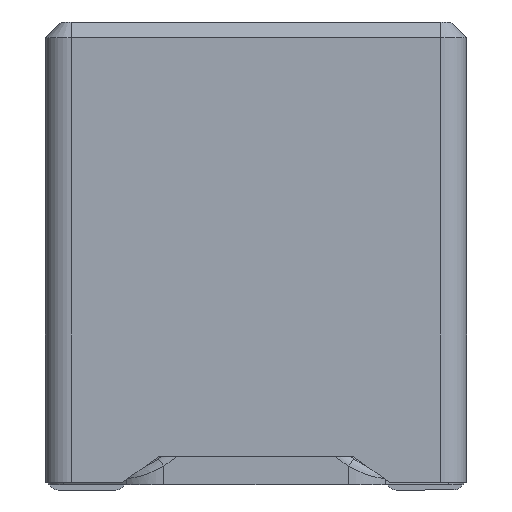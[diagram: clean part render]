
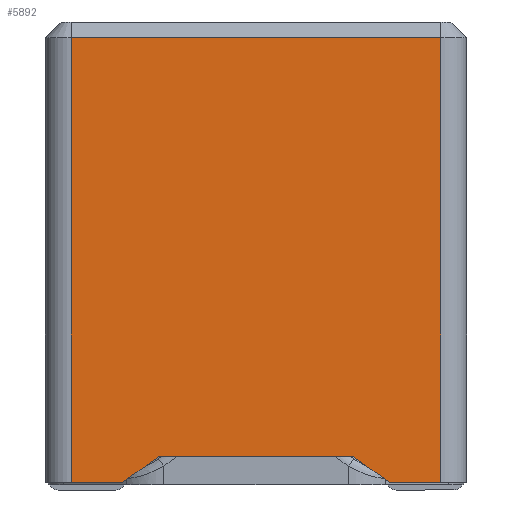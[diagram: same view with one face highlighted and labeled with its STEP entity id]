
A CAD part, front view. The second image highlights one B-rep face of the part: STEP entity #5892.
In plain terms, the highlighted planar face has unit normal (0, -1, 0).
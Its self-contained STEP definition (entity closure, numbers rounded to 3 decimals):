
#738=ORIENTED_EDGE('',*,*,#1858,.F.);
#739=ORIENTED_EDGE('',*,*,#1859,.T.);
#740=ORIENTED_EDGE('',*,*,#1630,.T.);
#741=ORIENTED_EDGE('',*,*,#1860,.T.);
#742=ORIENTED_EDGE('',*,*,#1861,.T.);
#743=ORIENTED_EDGE('',*,*,#1862,.F.);
#744=ORIENTED_EDGE('',*,*,#1863,.T.);
#745=ORIENTED_EDGE('',*,*,#1864,.T.);
#1630=EDGE_CURVE('',#2253,#2252,#2654,.T.);
#1858=EDGE_CURVE('',#2416,#2417,#2746,.T.);
#1859=EDGE_CURVE('',#2416,#2253,#2747,.T.);
#1860=EDGE_CURVE('',#2252,#2418,#2748,.T.);
#1861=EDGE_CURVE('',#2418,#2419,#2749,.T.);
#1862=EDGE_CURVE('',#2420,#2419,#2750,.T.);
#1863=EDGE_CURVE('',#2420,#2421,#2751,.T.);
#1864=EDGE_CURVE('',#2421,#2417,#2752,.T.);
#2252=VERTEX_POINT('',#7433);
#2253=VERTEX_POINT('',#7435);
#2416=VERTEX_POINT('',#8645);
#2417=VERTEX_POINT('',#8646);
#2418=VERTEX_POINT('',#8649);
#2419=VERTEX_POINT('',#8651);
#2420=VERTEX_POINT('',#8653);
#2421=VERTEX_POINT('',#8655);
#2654=LINE('',#7434,#3008);
#2746=LINE('',#8644,#3100);
#2747=LINE('',#8647,#3101);
#2748=LINE('',#8648,#3102);
#2749=LINE('',#8650,#3103);
#2750=LINE('',#8652,#3104);
#2751=LINE('',#8654,#3105);
#2752=LINE('',#8656,#3106);
#3008=VECTOR('',#6414,1000.);
#3100=VECTOR('',#6652,1000.);
#3101=VECTOR('',#6653,1000.);
#3102=VECTOR('',#6654,1000.);
#3103=VECTOR('',#6655,1000.);
#3104=VECTOR('',#6656,1000.);
#3105=VECTOR('',#6657,1000.);
#3106=VECTOR('',#6658,1000.);
#3441=EDGE_LOOP('',(#738,#739,#740,#741,#742,#743,#744,#745));
#3711=FACE_BOUND('',#3441,.T.);
#3962=PLANE('',#6150);
#5892=ADVANCED_FACE('',(#3711),#3962,.F.);
#6150=AXIS2_PLACEMENT_3D('',#8643,#6650,#6651);
#6414=DIRECTION('',(1.,0.,0.));
#6650=DIRECTION('',(0.,1.,0.));
#6651=DIRECTION('',(-1.,0.,0.));
#6652=DIRECTION('',(-1.,0.,0.));
#6653=DIRECTION('',(0.816,0.,0.577));
#6654=DIRECTION('',(0.816,0.,-0.577));
#6655=DIRECTION('',(1.,0.,0.));
#6656=DIRECTION('',(0.,0.,-1.));
#6657=DIRECTION('',(-1.,0.,0.));
#6658=DIRECTION('',(0.,0.,-1.));
#7433=CARTESIAN_POINT('',(1.857,-4.05,0.55));
#7434=CARTESIAN_POINT('',(-4.05,-4.05,0.55));
#7435=CARTESIAN_POINT('',(-1.857,-4.05,0.55));
#8643=CARTESIAN_POINT('',(-4.05,-4.05,8.85));
#8644=CARTESIAN_POINT('',(-1.857,-4.05,0.05));
#8645=CARTESIAN_POINT('',(-2.564,-4.05,0.05));
#8646=CARTESIAN_POINT('',(-3.55,-4.05,0.05));
#8647=CARTESIAN_POINT('',(0.594,-4.05,2.283));
#8648=CARTESIAN_POINT('',(-5.994,-4.05,6.101));
#8649=CARTESIAN_POINT('',(2.564,-4.05,0.05));
#8650=CARTESIAN_POINT('',(1.857,-4.05,0.05));
#8651=CARTESIAN_POINT('',(3.55,-4.05,0.05));
#8652=CARTESIAN_POINT('',(3.55,-4.05,8.85));
#8653=CARTESIAN_POINT('',(3.55,-4.05,8.6));
#8654=CARTESIAN_POINT('',(-3.55,-4.05,8.6));
#8655=CARTESIAN_POINT('',(-3.55,-4.05,8.6));
#8656=CARTESIAN_POINT('',(-3.55,-4.05,8.85));
